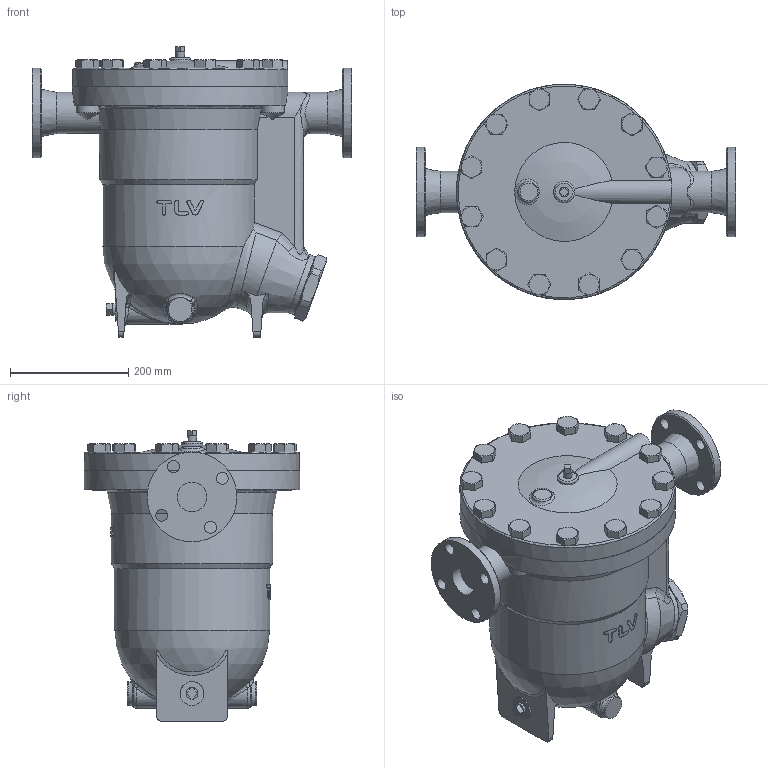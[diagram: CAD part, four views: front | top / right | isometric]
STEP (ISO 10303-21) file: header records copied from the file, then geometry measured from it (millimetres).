
FILE_DESCRIPTION((''),'2;1');
FILE_NAME('j8x00-050-a0125-00.stp','2010-06-10T08:21:39',('nakaot'),(''),'Autodesk Inventor 2008','Autodesk Inventor 2008','');
FILE_SCHEMA(('AUTOMOTIVE_DESIGN { 1 0 10303 214 1 1 1 1 }'));
Length unit declared in the file: millimetre
Products named in the file (1): j8x00-050-a0125-00
Bounding box: 542 x 365 x 493 mm (x, y, z)
Volume: 30047116.8 mm3; surface area: 933697.8 mm2
Topology: 1 solids, 1 shells, 444 faces, 1094 edges, 677 vertices
Faces by surface type: plane 190, cone 99, bspline 86, cylinder 62, torus 5, sphere 2
Full cylindrical faces by diameter (mm): 22 x20, 36 x1, 40 x3, 50 x2, 70 x2, 105.048 x1, 152 x2, 250 x1, 365 x2
Entity records: 26614 total; most frequent: CARTESIAN_POINT 17529, ORIENTED_EDGE 1954, DIRECTION 1672, EDGE_CURVE 977, AXIS2_PLACEMENT_3D 690, VERTEX_POINT 641, EDGE_LOOP 590, FACE_OUTER_BOUND 444
